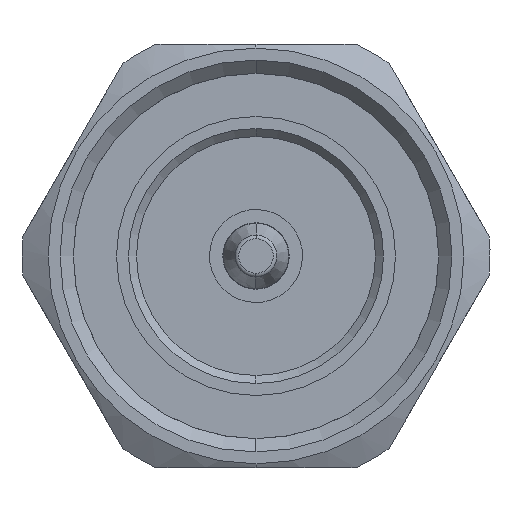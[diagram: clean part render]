
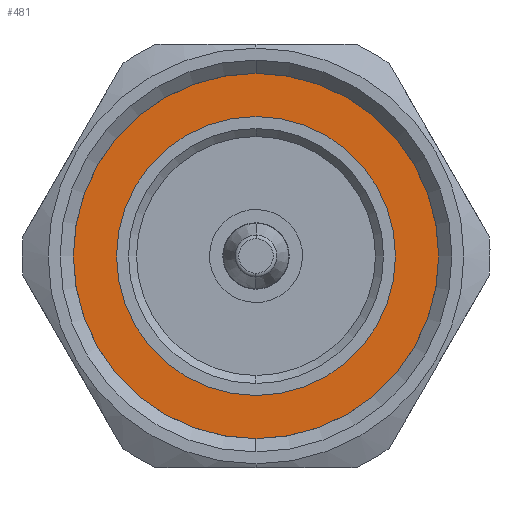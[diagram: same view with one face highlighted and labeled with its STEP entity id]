
A CAD part, left-side view. The second image highlights one B-rep face of the part: STEP entity #481.
In plain terms, the highlighted planar face has unit normal (-1, 0, 0).
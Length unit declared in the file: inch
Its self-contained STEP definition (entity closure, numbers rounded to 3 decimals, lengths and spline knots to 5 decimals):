
#7 = CIRCLE ( 'NONE', #1053, 0.41339 ) ;
#143 = ORIENTED_EDGE ( 'NONE', *, *, #2833, .F. ) ;
#385 = DIRECTION ( 'NONE',  ( 0., 0., -1. ) ) ;
#417 = AXIS2_PLACEMENT_3D ( 'NONE', #2621, #2353, #985 ) ;
#481 = ADVANCED_FACE ( 'NONE', ( #1767, #1804 ), #1227, .F. ) ;
#566 = EDGE_LOOP ( 'NONE', ( #1902, #2604 ) ) ;
#612 = CIRCLE ( 'NONE', #1338, 0.41339 ) ;
#649 = CARTESIAN_POINT ( 'NONE',  ( 0.24669, 0., -0.41339 ) ) ;
#681 = CARTESIAN_POINT ( 'NONE',  ( 0.24669, 0., 0. ) ) ;
#729 = CARTESIAN_POINT ( 'NONE',  ( 0.24669, 0., 0. ) ) ;
#965 = VERTEX_POINT ( 'NONE', #649 ) ;
#969 = DIRECTION ( 'NONE',  ( 0., 0., -1. ) ) ;
#985 = DIRECTION ( 'NONE',  ( 0., 0., -1. ) ) ;
#1053 = AXIS2_PLACEMENT_3D ( 'NONE', #729, #1620, #1877 ) ;
#1102 = CARTESIAN_POINT ( 'NONE',  ( 0.24669, 0., 0.41339 ) ) ;
#1170 = ORIENTED_EDGE ( 'NONE', *, *, #1831, .F. ) ;
#1205 = DIRECTION ( 'NONE',  ( 1., 0., 0. ) ) ;
#1227 = PLANE ( 'NONE',  #417 ) ;
#1228 = CARTESIAN_POINT ( 'NONE',  ( 0.24669, 0., -0.5601 ) ) ;
#1282 = DIRECTION ( 'NONE',  ( 1., 0., 0. ) ) ;
#1338 = AXIS2_PLACEMENT_3D ( 'NONE', #1967, #1282, #385 ) ;
#1619 = VERTEX_POINT ( 'NONE', #1102 ) ;
#1620 = DIRECTION ( 'NONE',  ( 1., 0., 0. ) ) ;
#1767 = FACE_BOUND ( 'NONE', #566, .T. ) ;
#1804 = FACE_OUTER_BOUND ( 'NONE', #2062, .T. ) ;
#1810 = DIRECTION ( 'NONE',  ( 1., 0., 0. ) ) ;
#1831 = EDGE_CURVE ( 'NONE', #2879, #2049, #2719, .T. ) ;
#1877 = DIRECTION ( 'NONE',  ( 0., 0., -1. ) ) ;
#1902 = ORIENTED_EDGE ( 'NONE', *, *, #2814, .T. ) ;
#1946 = AXIS2_PLACEMENT_3D ( 'NONE', #2599, #1205, #969 ) ;
#1967 = CARTESIAN_POINT ( 'NONE',  ( 0.24669, 0., 0. ) ) ;
#2049 = VERTEX_POINT ( 'NONE', #2274 ) ;
#2062 = EDGE_LOOP ( 'NONE', ( #143, #1170 ) ) ;
#2150 = EDGE_CURVE ( 'NONE', #965, #1619, #7, .T. ) ;
#2259 = DIRECTION ( 'NONE',  ( 0., 0., -1. ) ) ;
#2274 = CARTESIAN_POINT ( 'NONE',  ( 0.24669, 0., 0.5601 ) ) ;
#2353 = DIRECTION ( 'NONE',  ( 1., 0., 0. ) ) ;
#2599 = CARTESIAN_POINT ( 'NONE',  ( 0.24669, 0., 0. ) ) ;
#2604 = ORIENTED_EDGE ( 'NONE', *, *, #2150, .T. ) ;
#2621 = CARTESIAN_POINT ( 'NONE',  ( 0.24669, 0., 0. ) ) ;
#2674 = CIRCLE ( 'NONE', #2918, 0.5601 ) ;
#2719 = CIRCLE ( 'NONE', #1946, 0.5601 ) ;
#2814 = EDGE_CURVE ( 'NONE', #1619, #965, #612, .T. ) ;
#2833 = EDGE_CURVE ( 'NONE', #2049, #2879, #2674, .T. ) ;
#2879 = VERTEX_POINT ( 'NONE', #1228 ) ;
#2918 = AXIS2_PLACEMENT_3D ( 'NONE', #681, #1810, #2259 ) ;
